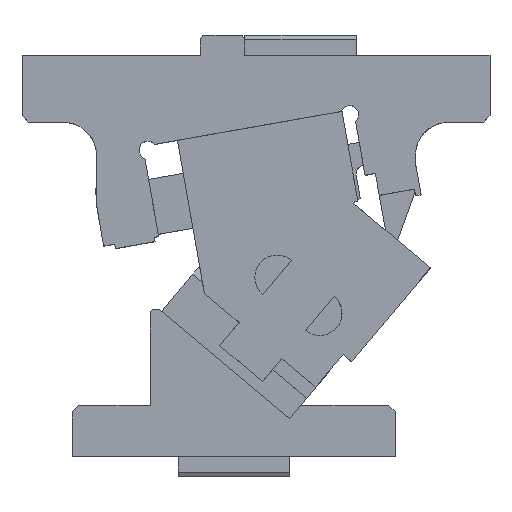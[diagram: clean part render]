
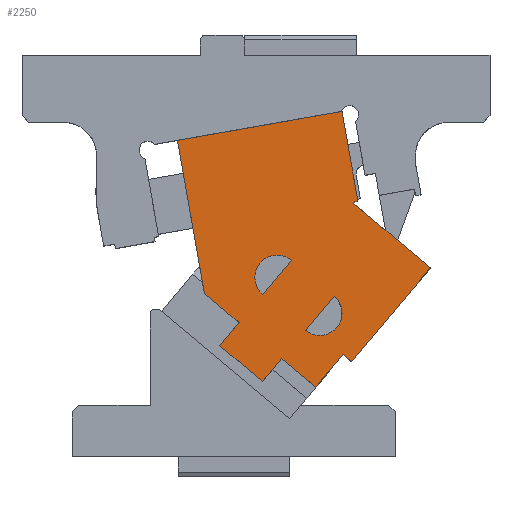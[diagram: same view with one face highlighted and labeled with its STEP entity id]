
A CAD part, top view. The second image highlights one B-rep face of the part: STEP entity #2250.
In plain terms, the highlighted planar face has unit normal (0, 0, 1).
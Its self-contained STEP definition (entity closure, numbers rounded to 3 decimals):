
#132=CARTESIAN_POINT('Vertex',(-22.303,-29.903,0.)) ;
#146=CARTESIAN_POINT('Vertex',(-30.981,-40.244,0.)) ;
#149=CARTESIAN_POINT('Line Origine',(-26.642,-35.074,0.)) ;
#296=CARTESIAN_POINT('Vertex',(-3.152,-45.972,0.)) ;
#299=CARTESIAN_POINT('Line Origine',(-7.491,-51.143,0.)) ;
#303=CARTESIAN_POINT('Vertex',(-11.83,-56.314,0.)) ;
#325=CARTESIAN_POINT('Line Origine',(-21.405,-48.279,0.)) ;
#668=CARTESIAN_POINT('Vertex',(29.093,23.571,0.)) ;
#671=CARTESIAN_POINT('Line Origine',(46.329,9.108,0.)) ;
#675=CARTESIAN_POINT('Vertex',(63.565,-5.355,0.)) ;
#1021=CARTESIAN_POINT('Vertex',(29.678,24.268,0.)) ;
#1024=CARTESIAN_POINT('Line Origine',(29.386,23.919,0.)) ;
#1223=CARTESIAN_POINT('Vertex',(-49.977,51.855,0.)) ;
#1226=CARTESIAN_POINT('Line Origine',(-13.046,58.367,0.)) ;
#1230=CARTESIAN_POINT('Vertex',(23.884,64.878,0.)) ;
#1256=CARTESIAN_POINT('Vertex',(31.004,24.501,0.)) ;
#1264=CARTESIAN_POINT('Line Origine',(27.444,44.69,0.)) ;
#1292=CARTESIAN_POINT('Line Origine',(30.341,24.384,0.)) ;
#1309=CARTESIAN_POINT('Line Origine',(-43.92,17.504,0.)) ;
#1313=CARTESIAN_POINT('Vertex',(-37.863,-16.847,0.)) ;
#1532=CARTESIAN_POINT('Vertex',(7.454,-33.333,0.)) ;
#1535=CARTESIAN_POINT('Axis2P3D Location',(13.882,-25.672,0.)) ;
#1539=CARTESIAN_POINT('Vertex',(21.542,-32.1,0.)) ;
#1797=CARTESIAN_POINT('Axis2P3D Location',(-5.269,-9.603,0.)) ;
#1801=CARTESIAN_POINT('Vertex',(1.158,-1.942,0.)) ;
#1803=CARTESIAN_POINT('Vertex',(-12.93,-3.175,0.)) ;
#1836=CARTESIAN_POINT('Axis2P3D Location',(-5.269,-9.603,0.)) ;
#1840=CARTESIAN_POINT('Vertex',(-11.697,-17.263,0.)) ;
#1908=CARTESIAN_POINT('Axis2P3D Location',(13.882,-25.672,0.)) ;
#1912=CARTESIAN_POINT('Vertex',(20.309,-18.012,0.)) ;
#2170=CARTESIAN_POINT('Vertex',(28.212,-47.487,0.)) ;
#2173=CARTESIAN_POINT('Line Origine',(45.888,-26.421,0.)) ;
#2185=CARTESIAN_POINT('Axis2P3D Location',(1.158,-1.942,0.)) ;
#2190=CARTESIAN_POINT('Line Origine',(-30.083,-23.375,0.)) ;
#2195=CARTESIAN_POINT('Line Origine',(4.508,-52.4,0.)) ;
#2199=CARTESIAN_POINT('Vertex',(12.169,-58.828,0.)) ;
#2202=CARTESIAN_POINT('Line Origine',(18.275,-51.551,0.)) ;
#2206=CARTESIAN_POINT('Vertex',(24.382,-44.273,0.)) ;
#2209=CARTESIAN_POINT('Line Origine',(26.297,-45.88,0.)) ;
#2230=CARTESIAN_POINT('Line Origine',(-5.269,-9.603,0.)) ;
#2240=CARTESIAN_POINT('Line Origine',(13.882,-25.672,0.)) ;
#150=DIRECTION('Vector Direction',(-0.643,-0.766,0.)) ;
#300=DIRECTION('Vector Direction',(0.643,0.766,0.)) ;
#326=DIRECTION('Vector Direction',(0.766,-0.643,0.)) ;
#672=DIRECTION('Vector Direction',(-0.766,0.643,0.)) ;
#1025=DIRECTION('Vector Direction',(0.643,0.766,0.)) ;
#1227=DIRECTION('Vector Direction',(0.985,0.174,0.)) ;
#1265=DIRECTION('Vector Direction',(0.174,-0.985,0.)) ;
#1293=DIRECTION('Vector Direction',(-0.985,-0.174,0.)) ;
#1310=DIRECTION('Vector Direction',(0.174,-0.985,0.)) ;
#1536=DIRECTION('Axis2P3D Direction',(0.,0.,-1.)) ;
#1798=DIRECTION('Axis2P3D Direction',(0.,0.,-1.)) ;
#1837=DIRECTION('Axis2P3D Direction',(0.,0.,-1.)) ;
#1909=DIRECTION('Axis2P3D Direction',(0.,0.,-1.)) ;
#2174=DIRECTION('Vector Direction',(0.643,0.766,0.)) ;
#2186=DIRECTION('Axis2P3D Direction',(-0.,0.,1.)) ;
#2187=DIRECTION('Axis2P3D XDirection',(0.766,-0.643,0.)) ;
#2191=DIRECTION('Vector Direction',(0.766,-0.643,0.)) ;
#2196=DIRECTION('Vector Direction',(0.766,-0.643,0.)) ;
#2203=DIRECTION('Vector Direction',(0.643,0.766,0.)) ;
#2210=DIRECTION('Vector Direction',(-0.766,0.643,0.)) ;
#2231=DIRECTION('Vector Direction',(-0.643,-0.766,0.)) ;
#2241=DIRECTION('Vector Direction',(0.643,0.766,0.)) ;
#1537=AXIS2_PLACEMENT_3D('Circle Axis2P3D',#1535,#1536,$) ;
#1799=AXIS2_PLACEMENT_3D('Circle Axis2P3D',#1797,#1798,$) ;
#1838=AXIS2_PLACEMENT_3D('Circle Axis2P3D',#1836,#1837,$) ;
#1910=AXIS2_PLACEMENT_3D('Circle Axis2P3D',#1908,#1909,$) ;
#2188=AXIS2_PLACEMENT_3D('Plane Axis2P3D',#2185,#2186,#2187) ;
#2215=ORIENTED_EDGE('',*,*,#2177,.T.) ;
#2216=ORIENTED_EDGE('',*,*,#677,.T.) ;
#2217=ORIENTED_EDGE('',*,*,#1028,.T.) ;
#2218=ORIENTED_EDGE('',*,*,#1296,.F.) ;
#2219=ORIENTED_EDGE('',*,*,#1268,.F.) ;
#2220=ORIENTED_EDGE('',*,*,#1232,.F.) ;
#2221=ORIENTED_EDGE('',*,*,#1315,.T.) ;
#2222=ORIENTED_EDGE('',*,*,#2194,.T.) ;
#2223=ORIENTED_EDGE('',*,*,#153,.T.) ;
#2224=ORIENTED_EDGE('',*,*,#329,.T.) ;
#2225=ORIENTED_EDGE('',*,*,#305,.T.) ;
#2226=ORIENTED_EDGE('',*,*,#2201,.T.) ;
#2227=ORIENTED_EDGE('',*,*,#2208,.T.) ;
#2228=ORIENTED_EDGE('',*,*,#2213,.F.) ;
#2236=ORIENTED_EDGE('',*,*,#1842,.F.) ;
#2237=ORIENTED_EDGE('',*,*,#1805,.F.) ;
#2238=ORIENTED_EDGE('',*,*,#2234,.T.) ;
#2246=ORIENTED_EDGE('',*,*,#1914,.F.) ;
#2247=ORIENTED_EDGE('',*,*,#1541,.F.) ;
#2248=ORIENTED_EDGE('',*,*,#2244,.T.) ;
#2239=FACE_BOUND('',#2235,.T.) ;
#2249=FACE_BOUND('',#2245,.T.) ;
#151=VECTOR('Line Direction',#150,1.) ;
#301=VECTOR('Line Direction',#300,1.) ;
#327=VECTOR('Line Direction',#326,1.) ;
#673=VECTOR('Line Direction',#672,1.) ;
#1026=VECTOR('Line Direction',#1025,1.) ;
#1228=VECTOR('Line Direction',#1227,1.) ;
#1266=VECTOR('Line Direction',#1265,1.) ;
#1294=VECTOR('Line Direction',#1293,1.) ;
#1311=VECTOR('Line Direction',#1310,1.) ;
#2175=VECTOR('Line Direction',#2174,1.) ;
#2192=VECTOR('Line Direction',#2191,1.) ;
#2197=VECTOR('Line Direction',#2196,1.) ;
#2204=VECTOR('Line Direction',#2203,1.) ;
#2211=VECTOR('Line Direction',#2210,1.) ;
#2232=VECTOR('Line Direction',#2231,1.) ;
#2242=VECTOR('Line Direction',#2241,1.) ;
#2250=ADVANCED_FACE('CAM SLIDER',(#2229,#2239,#2249),#2189,.T.) ;
#1538=CIRCLE('generated circle',#1537,10.) ;
#1800=CIRCLE('generated circle',#1799,10.) ;
#1839=CIRCLE('generated circle',#1838,10.) ;
#1911=CIRCLE('generated circle',#1910,10.) ;
#153=EDGE_CURVE('',#133,#147,#152,.T.) ;
#305=EDGE_CURVE('',#304,#297,#302,.T.) ;
#329=EDGE_CURVE('',#147,#304,#328,.T.) ;
#677=EDGE_CURVE('',#676,#669,#674,.T.) ;
#1028=EDGE_CURVE('',#669,#1022,#1027,.T.) ;
#1232=EDGE_CURVE('',#1224,#1231,#1229,.T.) ;
#1268=EDGE_CURVE('',#1231,#1257,#1267,.T.) ;
#1296=EDGE_CURVE('',#1257,#1022,#1295,.T.) ;
#1315=EDGE_CURVE('',#1224,#1314,#1312,.T.) ;
#1541=EDGE_CURVE('',#1533,#1540,#1538,.F.) ;
#1805=EDGE_CURVE('',#1802,#1804,#1800,.F.) ;
#1842=EDGE_CURVE('',#1804,#1841,#1839,.F.) ;
#1914=EDGE_CURVE('',#1540,#1913,#1911,.F.) ;
#2177=EDGE_CURVE('',#2171,#676,#2176,.T.) ;
#2194=EDGE_CURVE('',#1314,#133,#2193,.T.) ;
#2201=EDGE_CURVE('',#297,#2200,#2198,.T.) ;
#2208=EDGE_CURVE('',#2200,#2207,#2205,.T.) ;
#2213=EDGE_CURVE('',#2171,#2207,#2212,.T.) ;
#2234=EDGE_CURVE('',#1802,#1841,#2233,.T.) ;
#2244=EDGE_CURVE('',#1533,#1913,#2243,.T.) ;
#2214=EDGE_LOOP('',(#2215,#2216,#2217,#2218,#2219,#2220,#2221,#2222,#2223,#2224,#2225,#2226,#2227,#2228)) ;
#2235=EDGE_LOOP('',(#2236,#2237,#2238)) ;
#2245=EDGE_LOOP('',(#2246,#2247,#2248)) ;
#2229=FACE_OUTER_BOUND('',#2214,.T.) ;
#152=LINE('Line',#149,#151) ;
#302=LINE('Line',#299,#301) ;
#328=LINE('Line',#325,#327) ;
#674=LINE('Line',#671,#673) ;
#1027=LINE('Line',#1024,#1026) ;
#1229=LINE('Line',#1226,#1228) ;
#1267=LINE('Line',#1264,#1266) ;
#1295=LINE('Line',#1292,#1294) ;
#1312=LINE('Line',#1309,#1311) ;
#2176=LINE('Line',#2173,#2175) ;
#2193=LINE('Line',#2190,#2192) ;
#2198=LINE('Line',#2195,#2197) ;
#2205=LINE('Line',#2202,#2204) ;
#2212=LINE('Line',#2209,#2211) ;
#2233=LINE('Line',#2230,#2232) ;
#2243=LINE('Line',#2240,#2242) ;
#2189=PLANE('Plane',#2188) ;
#133=VERTEX_POINT('',#132) ;
#147=VERTEX_POINT('',#146) ;
#297=VERTEX_POINT('',#296) ;
#304=VERTEX_POINT('',#303) ;
#669=VERTEX_POINT('',#668) ;
#676=VERTEX_POINT('',#675) ;
#1022=VERTEX_POINT('',#1021) ;
#1224=VERTEX_POINT('',#1223) ;
#1231=VERTEX_POINT('',#1230) ;
#1257=VERTEX_POINT('',#1256) ;
#1314=VERTEX_POINT('',#1313) ;
#1533=VERTEX_POINT('',#1532) ;
#1540=VERTEX_POINT('',#1539) ;
#1802=VERTEX_POINT('',#1801) ;
#1804=VERTEX_POINT('',#1803) ;
#1841=VERTEX_POINT('',#1840) ;
#1913=VERTEX_POINT('',#1912) ;
#2171=VERTEX_POINT('',#2170) ;
#2200=VERTEX_POINT('',#2199) ;
#2207=VERTEX_POINT('',#2206) ;
